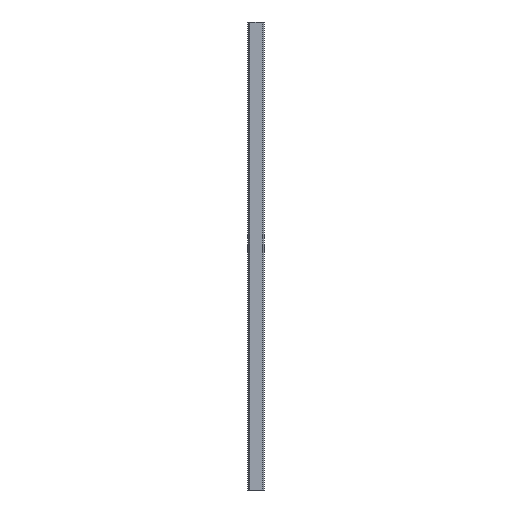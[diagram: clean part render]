
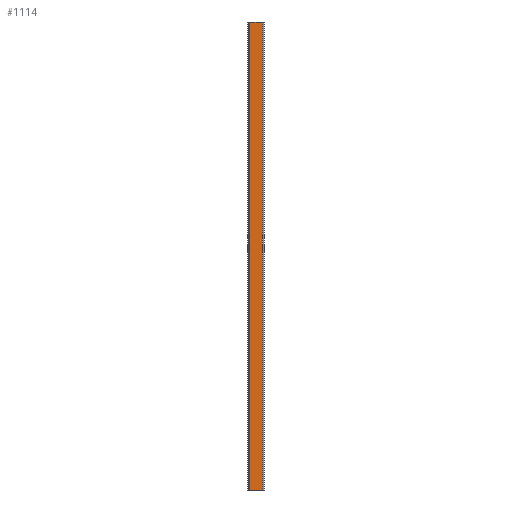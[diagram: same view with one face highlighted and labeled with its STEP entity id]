
A CAD part, left-side view. The second image highlights one B-rep face of the part: STEP entity #1114.
In plain terms, the highlighted planar face has unit normal (-1, 0, 0).
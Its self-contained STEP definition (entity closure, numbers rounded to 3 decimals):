
#75 = CARTESIAN_POINT ( 'NONE',  ( -22.5, -26.101, 2000. ) ) ;
#130 = AXIS2_PLACEMENT_3D ( 'NONE', #543, #1658, #799 ) ;
#132 = DIRECTION ( 'NONE',  ( 0., -1., 0. ) ) ;
#144 = ORIENTED_EDGE ( 'NONE', *, *, #761, .T. ) ;
#154 = VERTEX_POINT ( 'NONE', #612 ) ;
#174 = EDGE_LOOP ( 'NONE', ( #144, #340, #572, #1094 ) ) ;
#308 = VECTOR ( 'NONE', #423, 1000. ) ;
#316 = DIRECTION ( 'NONE',  ( 0., 0., 1. ) ) ;
#340 = ORIENTED_EDGE ( 'NONE', *, *, #1615, .T. ) ;
#414 = PLANE ( 'NONE',  #130 ) ;
#423 = DIRECTION ( 'NONE',  ( 0., -1., 0. ) ) ;
#434 = LINE ( 'NONE', #1474, #1278 ) ;
#450 = LINE ( 'NONE', #1464, #828 ) ;
#535 = VECTOR ( 'NONE', #132, 1000. ) ;
#543 = CARTESIAN_POINT ( 'NONE',  ( -22.5, -26.81, 2000. ) ) ;
#571 = CARTESIAN_POINT ( 'NONE',  ( -22.5, -26.81, 0. ) ) ;
#572 = ORIENTED_EDGE ( 'NONE', *, *, #668, .F. ) ;
#583 = VERTEX_POINT ( 'NONE', #75 ) ;
#612 = CARTESIAN_POINT ( 'NONE',  ( -22.5, 26.101, 0. ) ) ;
#661 = LINE ( 'NONE', #1521, #535 ) ;
#668 = EDGE_CURVE ( 'NONE', #1301, #583, #661, .T. ) ;
#761 = EDGE_CURVE ( 'NONE', #154, #1498, #1189, .T. ) ;
#799 = DIRECTION ( 'NONE',  ( 0., 0., -1. ) ) ;
#828 = VECTOR ( 'NONE', #316, 1000. ) ;
#960 = CARTESIAN_POINT ( 'NONE',  ( -22.5, 26.101, 2000. ) ) ;
#973 = DIRECTION ( 'NONE',  ( 0., 0., -1. ) ) ;
#1094 = ORIENTED_EDGE ( 'NONE', *, *, #1265, .T. ) ;
#1114 = ADVANCED_FACE ( 'NONE', ( #1298 ), #414, .F. ) ;
#1189 = LINE ( 'NONE', #571, #308 ) ;
#1265 = EDGE_CURVE ( 'NONE', #1301, #154, #434, .T. ) ;
#1278 = VECTOR ( 'NONE', #973, 1000. ) ;
#1298 = FACE_OUTER_BOUND ( 'NONE', #174, .T. ) ;
#1301 = VERTEX_POINT ( 'NONE', #960 ) ;
#1407 = CARTESIAN_POINT ( 'NONE',  ( -22.5, -26.101, 0. ) ) ;
#1464 = CARTESIAN_POINT ( 'NONE',  ( -22.5, -26.101, 2000. ) ) ;
#1474 = CARTESIAN_POINT ( 'NONE',  ( -22.5, 26.101, 2000. ) ) ;
#1498 = VERTEX_POINT ( 'NONE', #1407 ) ;
#1521 = CARTESIAN_POINT ( 'NONE',  ( -22.5, -26.81, 2000. ) ) ;
#1615 = EDGE_CURVE ( 'NONE', #1498, #583, #450, .T. ) ;
#1658 = DIRECTION ( 'NONE',  ( 1., 0., 0. ) ) ;
